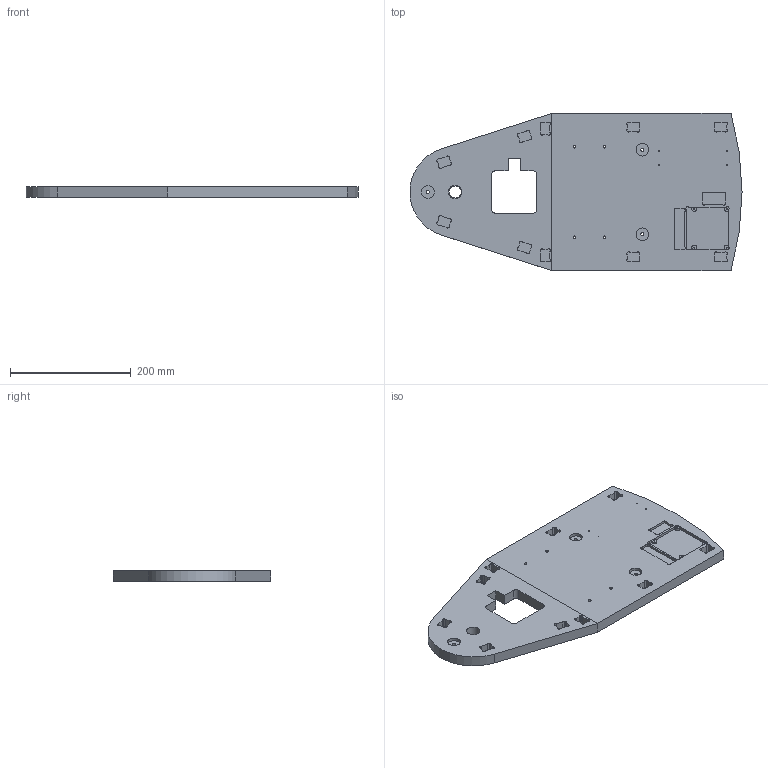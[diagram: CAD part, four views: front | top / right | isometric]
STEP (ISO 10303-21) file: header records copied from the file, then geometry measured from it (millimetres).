
FILE_DESCRIPTION(/* description */ (''),/* implementation_level */ '2;1');
FILE_NAME(/* name */ 'Basis hinten.step',/* time_stamp */ '2024-08-11T17:29:54+02:00',/* author */ (''),/* organization */ (''),/* preprocessor_version */ 'ST-DEVELOPER v20',/* originating_system */ 'Autodesk Translation Framework v13.14.0.145',/* authorisation */ '');
FILE_SCHEMA (('AUTOMOTIVE_DESIGN { 1 0 10303 214 3 1 1 }'));
Length unit declared in the file: millimetre
Products named in the file (2): Stringer Basis MB; Basis hinten
Assembly tree (1 placements, depth 2):
  Stringer Basis MB
    Basis hinten
Bounding box: 549.74 x 260 x 18 mm (x, y, z)
Volume: 2015801.5 mm3; surface area: 291650.9 mm2
Topology: 2 solids, 2 shells, 337 faces, 924 edges, 616 vertices
Faces by surface type: plane 203, cylinder 134
Full cylindrical faces by diameter (mm): 1.501 x8, 4.5 x4, 5 x3, 20 x1, 21 x3, 22 x1
Entity records: 10858 total; most frequent: CARTESIAN_POINT 1881, DIRECTION 1874, ORIENTED_EDGE 1848, EDGE_CURVE 924, LINE 656, VECTOR 656, VERTEX_POINT 616, AXIS2_PLACEMENT_3D 609
